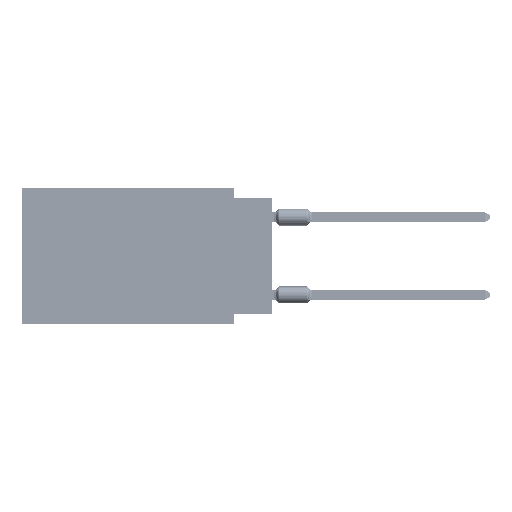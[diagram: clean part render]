
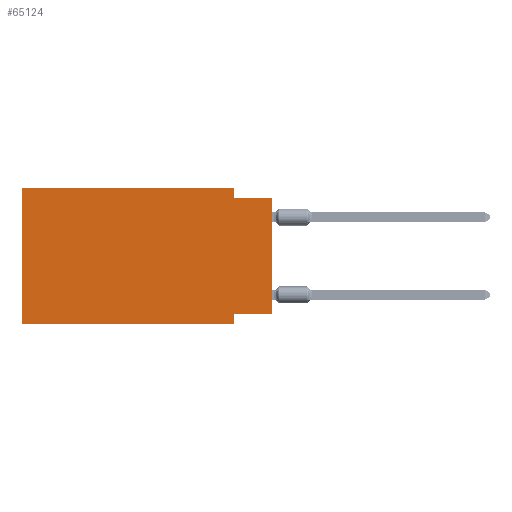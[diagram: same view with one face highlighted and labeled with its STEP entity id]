
A CAD part, left-side view. The second image highlights one B-rep face of the part: STEP entity #65124.
In plain terms, the highlighted planar face has unit normal (-1, 0, 0).
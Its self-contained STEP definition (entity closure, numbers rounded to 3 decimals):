
#1635 = EDGE_CURVE ( 'NONE', #41336, #13445, #74633, .T. ) ;
#5274 = VECTOR ( 'NONE', #44896, 1000. ) ;
#13445 = VERTEX_POINT ( 'NONE', #70416 ) ;
#14486 = EDGE_CURVE ( 'NONE', #31493, #29326, #91952, .T. ) ;
#15805 = DIRECTION ( 'NONE',  ( 0., 0., 1. ) ) ;
#19424 = CARTESIAN_POINT ( 'NONE',  ( 0., 0., -8.255 ) ) ;
#19534 = VECTOR ( 'NONE', #49671, 1000. ) ;
#19877 = VERTEX_POINT ( 'NONE', #58627 ) ;
#20115 = ORIENTED_EDGE ( 'NONE', *, *, #40650, .F. ) ;
#20447 = PLANE ( 'NONE',  #30879 ) ;
#22620 = LINE ( 'NONE', #46640, #27721 ) ;
#24533 = LINE ( 'NONE', #64717, #90836 ) ;
#26538 = EDGE_CURVE ( 'NONE', #78277, #36843, #63970, .T. ) ;
#27634 = CARTESIAN_POINT ( 'NONE',  ( 0., 16.383, -8.89 ) ) ;
#27663 = CARTESIAN_POINT ( 'NONE',  ( 0., 16.383, -8.89 ) ) ;
#27721 = VECTOR ( 'NONE', #54468, 1000. ) ;
#28181 = VECTOR ( 'NONE', #34459, 1000. ) ;
#28391 = VECTOR ( 'NONE', #32642, 1000. ) ;
#28471 = CARTESIAN_POINT ( 'NONE',  ( 0., 2.54, -0.635 ) ) ;
#29313 = CARTESIAN_POINT ( 'NONE',  ( 0., 16.383, 0. ) ) ;
#29326 = VERTEX_POINT ( 'NONE', #77979 ) ;
#30879 = AXIS2_PLACEMENT_3D ( 'NONE', #29313, #51772, #76278 ) ;
#31493 = VERTEX_POINT ( 'NONE', #74867 ) ;
#31686 = VERTEX_POINT ( 'NONE', #102865 ) ;
#32642 = DIRECTION ( 'NONE',  ( 0., -1., 0. ) ) ;
#34459 = DIRECTION ( 'NONE',  ( 0., -1., 0. ) ) ;
#35019 = LINE ( 'NONE', #57478, #19534 ) ;
#36789 = EDGE_CURVE ( 'NONE', #31493, #36843, #35019, .T. ) ;
#36843 = VERTEX_POINT ( 'NONE', #54669 ) ;
#37781 = CARTESIAN_POINT ( 'NONE',  ( 0., 16.383, 0. ) ) ;
#40211 = DIRECTION ( 'NONE',  ( 0., -1., 0. ) ) ;
#40650 = EDGE_CURVE ( 'NONE', #41336, #19877, #56003, .T. ) ;
#41336 = VERTEX_POINT ( 'NONE', #27634 ) ;
#44896 = DIRECTION ( 'NONE',  ( 0., 0., -1. ) ) ;
#46640 = CARTESIAN_POINT ( 'NONE',  ( 0., 2.54, 0. ) ) ;
#49671 = DIRECTION ( 'NONE',  ( 0., 0., 1. ) ) ;
#51325 = EDGE_CURVE ( 'NONE', #29326, #13445, #101748, .T. ) ;
#51772 = DIRECTION ( 'NONE',  ( 1., 0., 0. ) ) ;
#51892 = VECTOR ( 'NONE', #73712, 1000. ) ;
#54468 = DIRECTION ( 'NONE',  ( 0., 0., -1. ) ) ;
#54669 = CARTESIAN_POINT ( 'NONE',  ( 0., 0., -0.635 ) ) ;
#55941 = ORIENTED_EDGE ( 'NONE', *, *, #36789, .T. ) ;
#56003 = LINE ( 'NONE', #37781, #98721 ) ;
#56140 = CARTESIAN_POINT ( 'NONE',  ( 0., 0., -0.635 ) ) ;
#57478 = CARTESIAN_POINT ( 'NONE',  ( 0., 0., 0. ) ) ;
#58627 = CARTESIAN_POINT ( 'NONE',  ( 0., 16.383, 0. ) ) ;
#63970 = LINE ( 'NONE', #56140, #28391 ) ;
#64717 = CARTESIAN_POINT ( 'NONE',  ( 0., 16.383, 0. ) ) ;
#65124 = ADVANCED_FACE ( 'NONE', ( #100294 ), #20447, .F. ) ;
#65823 = ORIENTED_EDGE ( 'NONE', *, *, #14486, .F. ) ;
#70416 = CARTESIAN_POINT ( 'NONE',  ( 0., 2.54, -8.89 ) ) ;
#73712 = DIRECTION ( 'NONE',  ( 0., 1., 0. ) ) ;
#74633 = LINE ( 'NONE', #27663, #28181 ) ;
#74867 = CARTESIAN_POINT ( 'NONE',  ( 0., 0., -8.255 ) ) ;
#76278 = DIRECTION ( 'NONE',  ( 0., 0., -1. ) ) ;
#77979 = CARTESIAN_POINT ( 'NONE',  ( 0., 2.54, -8.255 ) ) ;
#78277 = VERTEX_POINT ( 'NONE', #28471 ) ;
#81002 = ORIENTED_EDGE ( 'NONE', *, *, #91099, .F. ) ;
#84508 = EDGE_CURVE ( 'NONE', #31686, #78277, #22620, .T. ) ;
#85981 = ORIENTED_EDGE ( 'NONE', *, *, #26538, .F. ) ;
#90836 = VECTOR ( 'NONE', #40211, 1000. ) ;
#91099 = EDGE_CURVE ( 'NONE', #19877, #31686, #24533, .T. ) ;
#91853 = CARTESIAN_POINT ( 'NONE',  ( 0., 2.54, -8.89 ) ) ;
#91952 = LINE ( 'NONE', #19424, #51892 ) ;
#95027 = ORIENTED_EDGE ( 'NONE', *, *, #84508, .F. ) ;
#96457 = EDGE_LOOP ( 'NONE', ( #55941, #85981, #95027, #81002, #20115, #100224, #102569, #65823 ) ) ;
#98721 = VECTOR ( 'NONE', #15805, 1000. ) ;
#100224 = ORIENTED_EDGE ( 'NONE', *, *, #1635, .T. ) ;
#100294 = FACE_OUTER_BOUND ( 'NONE', #96457, .T. ) ;
#101748 = LINE ( 'NONE', #91853, #5274 ) ;
#102569 = ORIENTED_EDGE ( 'NONE', *, *, #51325, .F. ) ;
#102865 = CARTESIAN_POINT ( 'NONE',  ( 0., 2.54, 0. ) ) ;
